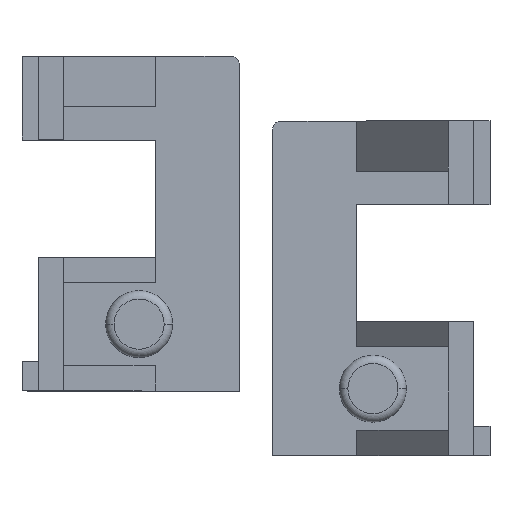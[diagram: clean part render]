
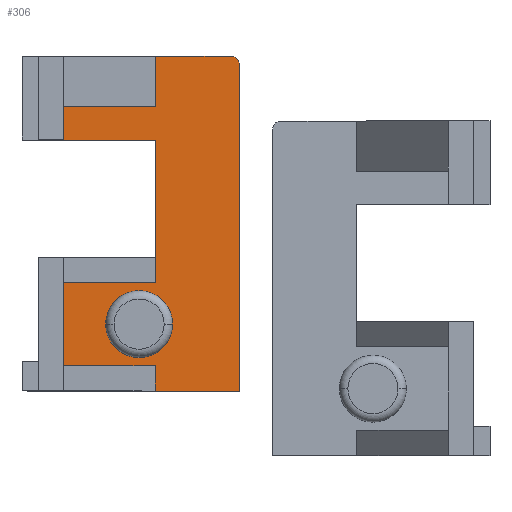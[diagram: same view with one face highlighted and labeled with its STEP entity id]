
A CAD part, top view. The second image highlights one B-rep face of the part: STEP entity #306.
In plain terms, the highlighted face is planar.
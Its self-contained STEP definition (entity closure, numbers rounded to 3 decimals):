
#12 = EDGE_CURVE ( 'NONE', #1825, #3211, #4179, .T. ) ;
#40 = CARTESIAN_POINT ( 'NONE',  ( -14.758, 1.242, -4. ) ) ;
#54 = DIRECTION ( 'NONE',  ( 1., 0., 0. ) ) ;
#80 = ORIENTED_EDGE ( 'NONE', *, *, #12, .F. ) ;
#87 = AXIS2_PLACEMENT_3D ( 'NONE', #1494, #3205, #4926 ) ;
#146 = EDGE_CURVE ( 'NONE', #3635, #1615, #3524, .T. ) ;
#148 = VECTOR ( 'NONE', #1526, 1000. ) ;
#194 = FACE_BOUND ( 'NONE', #3467, .T. ) ;
#306 = ADVANCED_FACE ( 'NONE', ( #194, #1925 ), #3636, .T. ) ;
#314 = CARTESIAN_POINT ( 'NONE',  ( -16.758, 6.242, -4. ) ) ;
#368 = VECTOR ( 'NONE', #2045, 1000. ) ;
#384 = VECTOR ( 'NONE', #2657, 1000. ) ;
#403 = CARTESIAN_POINT ( 'NONE',  ( -5.758, 23.242, -4. ) ) ;
#475 = VECTOR ( 'NONE', #2500, 1000. ) ;
#484 = VECTOR ( 'NONE', #1344, 1000. ) ;
#505 = ORIENTED_EDGE ( 'NONE', *, *, #1001, .F. ) ;
#543 = CARTESIAN_POINT ( 'NONE',  ( -2.758, 23.242, -4. ) ) ;
#712 = CARTESIAN_POINT ( 'NONE',  ( -16.666, -3.758, -4. ) ) ;
#740 = VERTEX_POINT ( 'NONE', #4419 ) ;
#908 = VECTOR ( 'NONE', #54, 1000. ) ;
#938 = ORIENTED_EDGE ( 'NONE', *, *, #3209, .F. ) ;
#952 = CARTESIAN_POINT ( 'NONE',  ( -16.758, 27.242, -4. ) ) ;
#1001 = EDGE_CURVE ( 'NONE', #4265, #2966, #1094, .T. ) ;
#1072 = LINE ( 'NONE', #3206, #148 ) ;
#1094 = LINE ( 'NONE', #2421, #2066 ) ;
#1111 = VERTEX_POINT ( 'NONE', #5120 ) ;
#1114 = VERTEX_POINT ( 'NONE', #2557 ) ;
#1192 = ORIENTED_EDGE ( 'NONE', *, *, #3306, .T. ) ;
#1282 = CARTESIAN_POINT ( 'NONE',  ( -5.758, 9.242, -4. ) ) ;
#1344 = DIRECTION ( 'NONE',  ( 0., 1., 0. ) ) ;
#1356 = VERTEX_POINT ( 'NONE', #4889 ) ;
#1466 = DIRECTION ( 'NONE',  ( 1., 0., 0. ) ) ;
#1494 = CARTESIAN_POINT ( 'NONE',  ( 0., 0., -4. ) ) ;
#1526 = DIRECTION ( 'NONE',  ( 0., -1., 0. ) ) ;
#1569 = VERTEX_POINT ( 'NONE', #403 ) ;
#1595 = VERTEX_POINT ( 'NONE', #712 ) ;
#1615 = VERTEX_POINT ( 'NONE', #3764 ) ;
#1650 = AXIS2_PLACEMENT_3D ( 'NONE', #5370, #5344, #1466 ) ;
#1716 = EDGE_CURVE ( 'NONE', #740, #3635, #5566, .T. ) ;
#1722 = EDGE_CURVE ( 'NONE', #1356, #1825, #2630, .T. ) ;
#1764 = DIRECTION ( 'NONE',  ( 1., 0., 0. ) ) ;
#1802 = CARTESIAN_POINT ( 'NONE',  ( -5.758, 27.242, -4. ) ) ;
#1825 = VERTEX_POINT ( 'NONE', #1963 ) ;
#1925 = FACE_OUTER_BOUND ( 'NONE', #2969, .T. ) ;
#1952 = ORIENTED_EDGE ( 'NONE', *, *, #5257, .F. ) ;
#1963 = CARTESIAN_POINT ( 'NONE',  ( -16.758, 6.242, -4. ) ) ;
#1997 = CARTESIAN_POINT ( 'NONE',  ( -26.758, 33.242, -4. ) ) ;
#2045 = DIRECTION ( 'NONE',  ( 0., 1., 0. ) ) ;
#2066 = VECTOR ( 'NONE', #5011, 1000. ) ;
#2147 = ORIENTED_EDGE ( 'NONE', *, *, #3068, .T. ) ;
#2173 = ORIENTED_EDGE ( 'NONE', *, *, #2686, .F. ) ;
#2185 = VECTOR ( 'NONE', #3908, 1000. ) ;
#2195 = CARTESIAN_POINT ( 'NONE',  ( -25.758, 33.242, -4. ) ) ;
#2205 = EDGE_CURVE ( 'NONE', #1595, #1114, #3041, .T. ) ;
#2235 = CARTESIAN_POINT ( 'NONE',  ( -16.758, 6.242, -4. ) ) ;
#2251 = CARTESIAN_POINT ( 'NONE',  ( -26.758, -6.758, -4. ) ) ;
#2271 = VECTOR ( 'NONE', #4322, 1000. ) ;
#2277 = VECTOR ( 'NONE', #3652, 1000. ) ;
#2421 = CARTESIAN_POINT ( 'NONE',  ( -16.758, 27.242, -4. ) ) ;
#2500 = DIRECTION ( 'NONE',  ( 0., -1., 0. ) ) ;
#2507 = VECTOR ( 'NONE', #4760, 1000. ) ;
#2517 = EDGE_CURVE ( 'NONE', #4265, #1569, #1072, .T. ) ;
#2554 = LINE ( 'NONE', #3845, #3749 ) ;
#2557 = CARTESIAN_POINT ( 'NONE',  ( -5.758, -3.758, -4. ) ) ;
#2574 = VECTOR ( 'NONE', #5243, 1000. ) ;
#2599 = LINE ( 'NONE', #3533, #2574 ) ;
#2630 = LINE ( 'NONE', #2235, #2271 ) ;
#2632 = DIRECTION ( 'NONE',  ( 0., 0., 1. ) ) ;
#2657 = DIRECTION ( 'NONE',  ( 0., -1., 0. ) ) ;
#2686 = EDGE_CURVE ( 'NONE', #2966, #1111, #3117, .T. ) ;
#2689 = VERTEX_POINT ( 'NONE', #2195 ) ;
#2710 = ORIENTED_EDGE ( 'NONE', *, *, #4897, .T. ) ;
#2853 = EDGE_CURVE ( 'NONE', #1111, #2689, #3600, .T. ) ;
#2854 = ORIENTED_EDGE ( 'NONE', *, *, #3553, .F. ) ;
#2966 = VERTEX_POINT ( 'NONE', #2970 ) ;
#2969 = EDGE_LOOP ( 'NONE', ( #2173, #505, #5140, #938, #1952, #80, #4489, #2147, #5018, #2710, #4942, #3898, #2854, #4936 ) ) ;
#2970 = CARTESIAN_POINT ( 'NONE',  ( -16.758, 27.242, -4. ) ) ;
#3041 = LINE ( 'NONE', #4702, #2507 ) ;
#3068 = EDGE_CURVE ( 'NONE', #1356, #1114, #4184, .T. ) ;
#3117 = LINE ( 'NONE', #952, #484 ) ;
#3165 = CIRCLE ( 'NONE', #1650, 1. ) ;
#3166 = CARTESIAN_POINT ( 'NONE',  ( -14.758, 1.242, -4. ) ) ;
#3205 = DIRECTION ( 'NONE',  ( 0., 0., -1. ) ) ;
#3206 = CARTESIAN_POINT ( 'NONE',  ( -5.758, 33.242, -4. ) ) ;
#3209 = EDGE_CURVE ( 'NONE', #3360, #1569, #3566, .T. ) ;
#3211 = VERTEX_POINT ( 'NONE', #5190 ) ;
#3232 = EDGE_CURVE ( 'NONE', #4280, #3572, #5331, .T. ) ;
#3306 = EDGE_CURVE ( 'NONE', #3572, #4280, #3352, .T. ) ;
#3352 = CIRCLE ( 'NONE', #5149, 4. ) ;
#3360 = VERTEX_POINT ( 'NONE', #5515 ) ;
#3467 = EDGE_LOOP ( 'NONE', ( #3991, #1192 ) ) ;
#3524 = LINE ( 'NONE', #2251, #908 ) ;
#3533 = CARTESIAN_POINT ( 'NONE',  ( -16.758, 9.242, -4. ) ) ;
#3553 = EDGE_CURVE ( 'NONE', #2689, #740, #3165, .T. ) ;
#3566 = LINE ( 'NONE', #543, #2185 ) ;
#3572 = VERTEX_POINT ( 'NONE', #3631 ) ;
#3600 = LINE ( 'NONE', #1997, #2277 ) ;
#3623 = AXIS2_PLACEMENT_3D ( 'NONE', #40, #2632, #1764 ) ;
#3631 = CARTESIAN_POINT ( 'NONE',  ( -18.758, 1.242, -4. ) ) ;
#3635 = VERTEX_POINT ( 'NONE', #4025 ) ;
#3636 = PLANE ( 'NONE',  #87 ) ;
#3652 = DIRECTION ( 'NONE',  ( -1., 0., 0. ) ) ;
#3749 = VECTOR ( 'NONE', #5247, 1000. ) ;
#3764 = CARTESIAN_POINT ( 'NONE',  ( -16.666, -6.758, -4. ) ) ;
#3845 = CARTESIAN_POINT ( 'NONE',  ( -16.666, -3.758, -4. ) ) ;
#3898 = ORIENTED_EDGE ( 'NONE', *, *, #1716, .F. ) ;
#3908 = DIRECTION ( 'NONE',  ( 1., 0., 0. ) ) ;
#3956 = CARTESIAN_POINT ( 'NONE',  ( -26.758, 33.242, -4. ) ) ;
#3991 = ORIENTED_EDGE ( 'NONE', *, *, #3232, .T. ) ;
#4025 = CARTESIAN_POINT ( 'NONE',  ( -26.758, -6.758, -4. ) ) ;
#4179 = LINE ( 'NONE', #314, #368 ) ;
#4184 = LINE ( 'NONE', #1282, #475 ) ;
#4265 = VERTEX_POINT ( 'NONE', #1802 ) ;
#4280 = VERTEX_POINT ( 'NONE', #4416 ) ;
#4322 = DIRECTION ( 'NONE',  ( -1., 0., 0. ) ) ;
#4416 = CARTESIAN_POINT ( 'NONE',  ( -10.758, 1.242, -4. ) ) ;
#4419 = CARTESIAN_POINT ( 'NONE',  ( -26.758, 32.242, -4. ) ) ;
#4430 = DIRECTION ( 'NONE',  ( 1., 0., 0. ) ) ;
#4489 = ORIENTED_EDGE ( 'NONE', *, *, #1722, .F. ) ;
#4702 = CARTESIAN_POINT ( 'NONE',  ( -16.666, -3.758, -4. ) ) ;
#4760 = DIRECTION ( 'NONE',  ( 1., 0., 0. ) ) ;
#4883 = DIRECTION ( 'NONE',  ( 0., 0., 1. ) ) ;
#4889 = CARTESIAN_POINT ( 'NONE',  ( -5.758, 6.242, -4. ) ) ;
#4897 = EDGE_CURVE ( 'NONE', #1595, #1615, #2554, .T. ) ;
#4926 = DIRECTION ( 'NONE',  ( 1., 0., 0. ) ) ;
#4936 = ORIENTED_EDGE ( 'NONE', *, *, #2853, .F. ) ;
#4942 = ORIENTED_EDGE ( 'NONE', *, *, #146, .F. ) ;
#5011 = DIRECTION ( 'NONE',  ( -1., 0., 0. ) ) ;
#5018 = ORIENTED_EDGE ( 'NONE', *, *, #2205, .F. ) ;
#5120 = CARTESIAN_POINT ( 'NONE',  ( -16.758, 33.242, -4. ) ) ;
#5140 = ORIENTED_EDGE ( 'NONE', *, *, #2517, .T. ) ;
#5149 = AXIS2_PLACEMENT_3D ( 'NONE', #3166, #4883, #4430 ) ;
#5190 = CARTESIAN_POINT ( 'NONE',  ( -16.758, 9.242, -4. ) ) ;
#5243 = DIRECTION ( 'NONE',  ( 0., 1., 0. ) ) ;
#5247 = DIRECTION ( 'NONE',  ( 0., -1., 0. ) ) ;
#5257 = EDGE_CURVE ( 'NONE', #3211, #3360, #2599, .T. ) ;
#5331 = CIRCLE ( 'NONE', #3623, 4. ) ;
#5344 = DIRECTION ( 'NONE',  ( 0., 0., 1. ) ) ;
#5370 = CARTESIAN_POINT ( 'NONE',  ( -25.758, 32.242, -4. ) ) ;
#5515 = CARTESIAN_POINT ( 'NONE',  ( -16.758, 23.242, -4. ) ) ;
#5566 = LINE ( 'NONE', #3956, #384 ) ;
